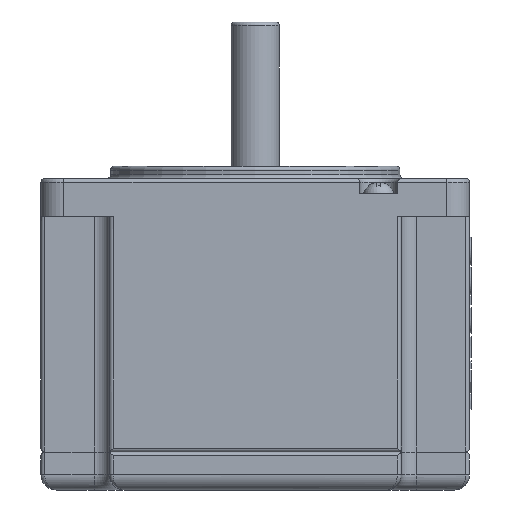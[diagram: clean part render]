
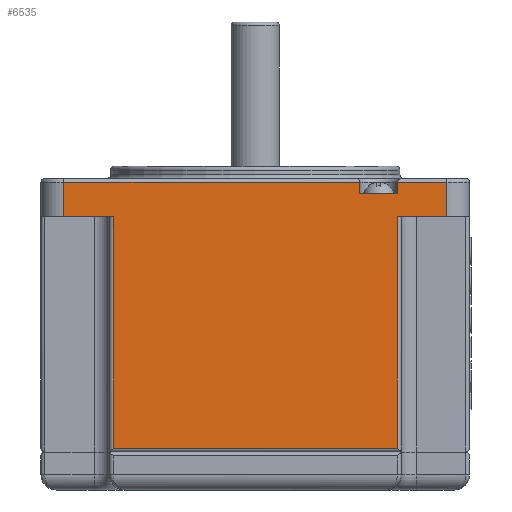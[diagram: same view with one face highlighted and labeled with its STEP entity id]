
A CAD part, front view. The second image highlights one B-rep face of the part: STEP entity #6535.
In plain terms, the highlighted planar face has unit normal (0, -1, 0).
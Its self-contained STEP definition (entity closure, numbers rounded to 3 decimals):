
#9 = LINE ( 'NONE', #3377, #5487 ) ;
#589 = ORIENTED_EDGE ( 'NONE', *, *, #10612, .T. ) ;
#609 = EDGE_CURVE ( 'NONE', #7627, #2928, #11338, .T. ) ;
#775 = CARTESIAN_POINT ( 'NONE',  ( 13.75, -28.2, 3. ) ) ;
#792 = DIRECTION ( 'NONE',  ( 0., 0., 1. ) ) ;
#832 = VECTOR ( 'NONE', #2143, 1000. ) ;
#949 = LINE ( 'NONE', #1999, #2518 ) ;
#953 = VERTEX_POINT ( 'NONE', #7118 ) ;
#1054 = CARTESIAN_POINT ( 'NONE',  ( -18.7, -28.2, 5. ) ) ;
#1159 = EDGE_CURVE ( 'NONE', #4673, #953, #10470, .T. ) ;
#1204 = DIRECTION ( 'NONE',  ( 0., 0., 1. ) ) ;
#1307 = ORIENTED_EDGE ( 'NONE', *, *, #11388, .T. ) ;
#1385 = ORIENTED_EDGE ( 'NONE', *, *, #1159, .T. ) ;
#1423 = ORIENTED_EDGE ( 'NONE', *, *, #1656, .T. ) ;
#1634 = VERTEX_POINT ( 'NONE', #5395 ) ;
#1656 = EDGE_CURVE ( 'NONE', #8834, #4472, #10597, .T. ) ;
#1851 = EDGE_CURVE ( 'NONE', #7627, #9547, #949, .T. ) ;
#1866 = CARTESIAN_POINT ( 'NONE',  ( -28.2, -28.2, 5. ) ) ;
#1908 = DIRECTION ( 'NONE',  ( 0., 1., 0. ) ) ;
#1999 = CARTESIAN_POINT ( 'NONE',  ( 13.75, -28.2, 3. ) ) ;
#2143 = DIRECTION ( 'NONE',  ( 1., 0., 0. ) ) ;
#2326 = VERTEX_POINT ( 'NONE', #10466 ) ;
#2388 = VECTOR ( 'NONE', #3031, 1000. ) ;
#2518 = VECTOR ( 'NONE', #10928, 1000. ) ;
#2632 = CARTESIAN_POINT ( 'NONE',  ( 25.2, -28.2, 4.5 ) ) ;
#2928 = VERTEX_POINT ( 'NONE', #9867 ) ;
#2957 = EDGE_CURVE ( 'NONE', #6037, #4673, #5865, .T. ) ;
#3001 = VECTOR ( 'NONE', #3487, 1000. ) ;
#3025 = VECTOR ( 'NONE', #7359, 1000. ) ;
#3031 = DIRECTION ( 'NONE',  ( 1., 0., 0. ) ) ;
#3047 = CARTESIAN_POINT ( 'NONE',  ( -28.2, -28.2, 0. ) ) ;
#3283 = LINE ( 'NONE', #5339, #3001 ) ;
#3377 = CARTESIAN_POINT ( 'NONE',  ( -28.2, -28.2, 0. ) ) ;
#3438 = CARTESIAN_POINT ( 'NONE',  ( -25.2, -28.2, 0. ) ) ;
#3487 = DIRECTION ( 'NONE',  ( -1., 0., 0. ) ) ;
#3966 = CARTESIAN_POINT ( 'NONE',  ( 19.2, -28.2, -30.5 ) ) ;
#3976 = LINE ( 'NONE', #9771, #5516 ) ;
#4126 = CARTESIAN_POINT ( 'NONE',  ( 13.75, -28.2, 4.5 ) ) ;
#4234 = EDGE_CURVE ( 'NONE', #2928, #9805, #8519, .T. ) ;
#4247 = VECTOR ( 'NONE', #792, 1000. ) ;
#4472 = VERTEX_POINT ( 'NONE', #3438 ) ;
#4571 = CARTESIAN_POINT ( 'NONE',  ( -25.2, -28.2, 5. ) ) ;
#4673 = VERTEX_POINT ( 'NONE', #5360 ) ;
#5168 = EDGE_CURVE ( 'NONE', #953, #2326, #5406, .T. ) ;
#5222 = LINE ( 'NONE', #7122, #4247 ) ;
#5230 = EDGE_LOOP ( 'NONE', ( #8185, #589, #6752, #5565, #8341, #9022, #9894, #1423, #1307, #11357, #1385, #10748 ) ) ;
#5339 = CARTESIAN_POINT ( 'NONE',  ( -28.2, -28.2, 4.5 ) ) ;
#5360 = CARTESIAN_POINT ( 'NONE',  ( -18.7, -28.2, -30.5 ) ) ;
#5395 = CARTESIAN_POINT ( 'NONE',  ( 25.2, -28.2, 0. ) ) ;
#5406 = LINE ( 'NONE', #10870, #3025 ) ;
#5471 = VECTOR ( 'NONE', #1204, 1000. ) ;
#5487 = VECTOR ( 'NONE', #10507, 1000. ) ;
#5516 = VECTOR ( 'NONE', #10714, 1000. ) ;
#5565 = ORIENTED_EDGE ( 'NONE', *, *, #4234, .F. ) ;
#5865 = LINE ( 'NONE', #1054, #11565 ) ;
#5888 = CARTESIAN_POINT ( 'NONE',  ( 13.75, -28.2, 3. ) ) ;
#5939 = EDGE_CURVE ( 'NONE', #9547, #8834, #3976, .T. ) ;
#6037 = VERTEX_POINT ( 'NONE', #10046 ) ;
#6343 = FACE_OUTER_BOUND ( 'NONE', #5230, .T. ) ;
#6436 = DIRECTION ( 'NONE',  ( 1., 0., 0. ) ) ;
#6535 = ADVANCED_FACE ( 'NONE', ( #6343 ), #11583, .F. ) ;
#6573 = CARTESIAN_POINT ( 'NONE',  ( 18.75, -28.2, 3. ) ) ;
#6752 = ORIENTED_EDGE ( 'NONE', *, *, #9279, .T. ) ;
#6987 = VECTOR ( 'NONE', #11579, 1000. ) ;
#7118 = CARTESIAN_POINT ( 'NONE',  ( 18.7, -28.2, -30.5 ) ) ;
#7122 = CARTESIAN_POINT ( 'NONE',  ( 25.2, -28.2, 5. ) ) ;
#7359 = DIRECTION ( 'NONE',  ( 0., 0., 1. ) ) ;
#7410 = LINE ( 'NONE', #3047, #832 ) ;
#7627 = VERTEX_POINT ( 'NONE', #5888 ) ;
#7650 = VERTEX_POINT ( 'NONE', #2632 ) ;
#8006 = CARTESIAN_POINT ( 'NONE',  ( 18.75, -28.2, 4.5 ) ) ;
#8181 = DIRECTION ( 'NONE',  ( 0., 0., -1. ) ) ;
#8185 = ORIENTED_EDGE ( 'NONE', *, *, #10939, .T. ) ;
#8341 = ORIENTED_EDGE ( 'NONE', *, *, #609, .F. ) ;
#8519 = LINE ( 'NONE', #6573, #5471 ) ;
#8834 = VERTEX_POINT ( 'NONE', #9072 ) ;
#9022 = ORIENTED_EDGE ( 'NONE', *, *, #1851, .T. ) ;
#9041 = DIRECTION ( 'NONE',  ( 0., 0., 1. ) ) ;
#9072 = CARTESIAN_POINT ( 'NONE',  ( -25.2, -28.2, 4.5 ) ) ;
#9279 = EDGE_CURVE ( 'NONE', #7650, #9805, #3283, .T. ) ;
#9547 = VERTEX_POINT ( 'NONE', #4126 ) ;
#9771 = CARTESIAN_POINT ( 'NONE',  ( -28.2, -28.2, 4.5 ) ) ;
#9805 = VERTEX_POINT ( 'NONE', #8006 ) ;
#9867 = CARTESIAN_POINT ( 'NONE',  ( 18.75, -28.2, 3. ) ) ;
#9894 = ORIENTED_EDGE ( 'NONE', *, *, #5939, .T. ) ;
#9915 = VECTOR ( 'NONE', #6436, 1000. ) ;
#10046 = CARTESIAN_POINT ( 'NONE',  ( -18.7, -28.2, 0. ) ) ;
#10466 = CARTESIAN_POINT ( 'NONE',  ( 18.7, -28.2, 0. ) ) ;
#10470 = LINE ( 'NONE', #3966, #2388 ) ;
#10507 = DIRECTION ( 'NONE',  ( 1., 0., 0. ) ) ;
#10597 = LINE ( 'NONE', #4571, #6987 ) ;
#10612 = EDGE_CURVE ( 'NONE', #1634, #7650, #5222, .T. ) ;
#10623 = AXIS2_PLACEMENT_3D ( 'NONE', #1866, #1908, #9041 ) ;
#10714 = DIRECTION ( 'NONE',  ( -1., 0., 0. ) ) ;
#10748 = ORIENTED_EDGE ( 'NONE', *, *, #5168, .T. ) ;
#10870 = CARTESIAN_POINT ( 'NONE',  ( 18.7, -28.2, 5. ) ) ;
#10928 = DIRECTION ( 'NONE',  ( 0., 0., 1. ) ) ;
#10939 = EDGE_CURVE ( 'NONE', #2326, #1634, #9, .T. ) ;
#11338 = LINE ( 'NONE', #775, #9915 ) ;
#11357 = ORIENTED_EDGE ( 'NONE', *, *, #2957, .T. ) ;
#11388 = EDGE_CURVE ( 'NONE', #4472, #6037, #7410, .T. ) ;
#11565 = VECTOR ( 'NONE', #8181, 1000. ) ;
#11579 = DIRECTION ( 'NONE',  ( 0., 0., -1. ) ) ;
#11583 = PLANE ( 'NONE',  #10623 ) ;
